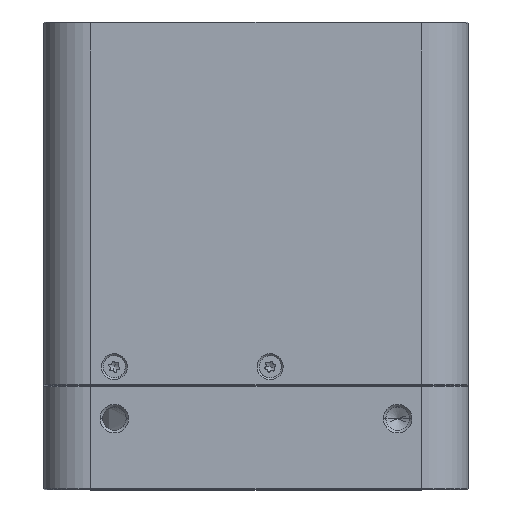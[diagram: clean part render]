
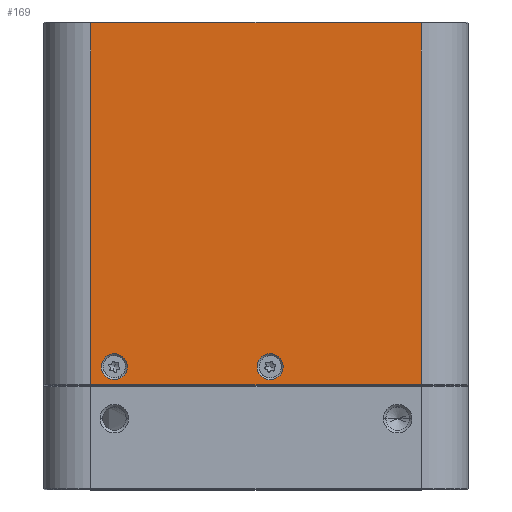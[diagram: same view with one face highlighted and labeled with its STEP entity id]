
A CAD part, top view. The second image highlights one B-rep face of the part: STEP entity #169.
In plain terms, the highlighted planar face has unit normal (0, 0, 1).
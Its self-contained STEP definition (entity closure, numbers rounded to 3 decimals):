
#71 = ORIENTED_EDGE ( 'NONE', *, *, #3973, .F. ) ;
#97 = CARTESIAN_POINT ( 'NONE',  ( -35., 96.8, 28. ) ) ;
#169 = ADVANCED_FACE ( 'NONE', ( #4123, #9098, #1818 ), #1148, .F. ) ;
#420 = DIRECTION ( 'NONE',  ( 1., 0., 0. ) ) ;
#489 = DIRECTION ( 'NONE',  ( 1., 0., 0. ) ) ;
#519 = VERTEX_POINT ( 'NONE', #3457 ) ;
#570 = DIRECTION ( 'NONE',  ( 0., 0., 1. ) ) ;
#1002 = ORIENTED_EDGE ( 'NONE', *, *, #9207, .T. ) ;
#1059 = VERTEX_POINT ( 'NONE', #97 ) ;
#1148 = PLANE ( 'NONE',  #8282 ) ;
#1239 = CIRCLE ( 'NONE', #2469, 2.75 ) ;
#1535 = VERTEX_POINT ( 'NONE', #6725 ) ;
#1552 = LINE ( 'NONE', #4661, #3254 ) ;
#1748 = VERTEX_POINT ( 'NONE', #2189 ) ;
#1818 = FACE_BOUND ( 'NONE', #4320, .T. ) ;
#2003 = CARTESIAN_POINT ( 'NONE',  ( -35., 97., 28. ) ) ;
#2189 = CARTESIAN_POINT ( 'NONE',  ( -35., 20.2, 28. ) ) ;
#2220 = EDGE_LOOP ( 'NONE', ( #71, #2501 ) ) ;
#2307 = VERTEX_POINT ( 'NONE', #5148 ) ;
#2417 = DIRECTION ( 'NONE',  ( 0., 0., 1. ) ) ;
#2469 = AXIS2_PLACEMENT_3D ( 'NONE', #4768, #4196, #4813 ) ;
#2501 = ORIENTED_EDGE ( 'NONE', *, *, #8838, .F. ) ;
#2597 = AXIS2_PLACEMENT_3D ( 'NONE', #4812, #570, #420 ) ;
#2783 = AXIS2_PLACEMENT_3D ( 'NONE', #5413, #2417, #5315 ) ;
#2915 = ORIENTED_EDGE ( 'NONE', *, *, #6502, .F. ) ;
#3102 = LINE ( 'NONE', #4506, #6545 ) ;
#3210 = CIRCLE ( 'NONE', #2597, 2.75 ) ;
#3254 = VECTOR ( 'NONE', #8828, 1000. ) ;
#3323 = CARTESIAN_POINT ( 'NONE',  ( -32.75, 24., 28. ) ) ;
#3457 = CARTESIAN_POINT ( 'NONE',  ( 0.25, 24., 28. ) ) ;
#3459 = VECTOR ( 'NONE', #5533, 1000. ) ;
#3795 = ORIENTED_EDGE ( 'NONE', *, *, #7150, .T. ) ;
#3973 = EDGE_CURVE ( 'NONE', #3986, #7538, #3210, .T. ) ;
#3986 = VERTEX_POINT ( 'NONE', #4906 ) ;
#4052 = CARTESIAN_POINT ( 'NONE',  ( 35., 20.2, 28. ) ) ;
#4123 = FACE_OUTER_BOUND ( 'NONE', #7001, .T. ) ;
#4196 = DIRECTION ( 'NONE',  ( 0., 0., 1. ) ) ;
#4258 = EDGE_CURVE ( 'NONE', #2307, #7249, #3102, .T. ) ;
#4320 = EDGE_LOOP ( 'NONE', ( #6776, #2915 ) ) ;
#4506 = CARTESIAN_POINT ( 'NONE',  ( 35., 97., 28. ) ) ;
#4661 = CARTESIAN_POINT ( 'NONE',  ( 35., 20.2, 28. ) ) ;
#4733 = DIRECTION ( 'NONE',  ( -1., 0., 0. ) ) ;
#4768 = CARTESIAN_POINT ( 'NONE',  ( 3., 24., 28. ) ) ;
#4812 = CARTESIAN_POINT ( 'NONE',  ( -30., 24., 28. ) ) ;
#4813 = DIRECTION ( 'NONE',  ( 1., 0., 0. ) ) ;
#4815 = LINE ( 'NONE', #2003, #3459 ) ;
#4906 = CARTESIAN_POINT ( 'NONE',  ( -27.25, 24., 28. ) ) ;
#5148 = CARTESIAN_POINT ( 'NONE',  ( 35., 96.8, 28. ) ) ;
#5315 = DIRECTION ( 'NONE',  ( 1., 0., 0. ) ) ;
#5413 = CARTESIAN_POINT ( 'NONE',  ( -30., 24., 28. ) ) ;
#5533 = DIRECTION ( 'NONE',  ( 0., -1., 0. ) ) ;
#5636 = DIRECTION ( 'NONE',  ( 0., 0., -1. ) ) ;
#5677 = CIRCLE ( 'NONE', #8084, 2.75 ) ;
#6113 = CIRCLE ( 'NONE', #2783, 2.75 ) ;
#6181 = DIRECTION ( 'NONE',  ( 0., -1., 0. ) ) ;
#6253 = CARTESIAN_POINT ( 'NONE',  ( 3., 24., 28. ) ) ;
#6257 = CARTESIAN_POINT ( 'NONE',  ( -35., 97., 28. ) ) ;
#6347 = DIRECTION ( 'NONE',  ( 0., 0., 1. ) ) ;
#6502 = EDGE_CURVE ( 'NONE', #519, #1535, #5677, .T. ) ;
#6545 = VECTOR ( 'NONE', #6181, 1000. ) ;
#6725 = CARTESIAN_POINT ( 'NONE',  ( 5.75, 24., 28. ) ) ;
#6776 = ORIENTED_EDGE ( 'NONE', *, *, #6918, .F. ) ;
#6918 = EDGE_CURVE ( 'NONE', #1535, #519, #1239, .T. ) ;
#7001 = EDGE_LOOP ( 'NONE', ( #7944, #3795, #8208, #1002 ) ) ;
#7150 = EDGE_CURVE ( 'NONE', #1748, #7249, #1552, .T. ) ;
#7186 = VECTOR ( 'NONE', #8596, 1000. ) ;
#7249 = VERTEX_POINT ( 'NONE', #4052 ) ;
#7538 = VERTEX_POINT ( 'NONE', #3323 ) ;
#7834 = CARTESIAN_POINT ( 'NONE',  ( -35., 96.8, 28. ) ) ;
#7944 = ORIENTED_EDGE ( 'NONE', *, *, #8127, .T. ) ;
#8084 = AXIS2_PLACEMENT_3D ( 'NONE', #6253, #6347, #489 ) ;
#8127 = EDGE_CURVE ( 'NONE', #1059, #1748, #4815, .T. ) ;
#8208 = ORIENTED_EDGE ( 'NONE', *, *, #4258, .F. ) ;
#8282 = AXIS2_PLACEMENT_3D ( 'NONE', #6257, #5636, #4733 ) ;
#8596 = DIRECTION ( 'NONE',  ( -1., 0., 0. ) ) ;
#8828 = DIRECTION ( 'NONE',  ( 1., 0., 0. ) ) ;
#8838 = EDGE_CURVE ( 'NONE', #7538, #3986, #6113, .T. ) ;
#9098 = FACE_BOUND ( 'NONE', #2220, .T. ) ;
#9207 = EDGE_CURVE ( 'NONE', #2307, #1059, #9231, .T. ) ;
#9231 = LINE ( 'NONE', #7834, #7186 ) ;
